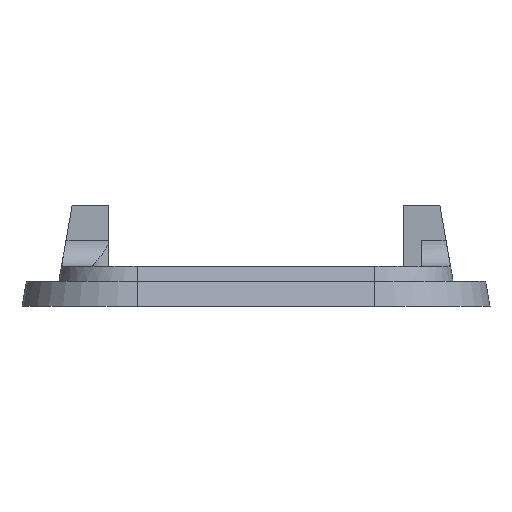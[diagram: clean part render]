
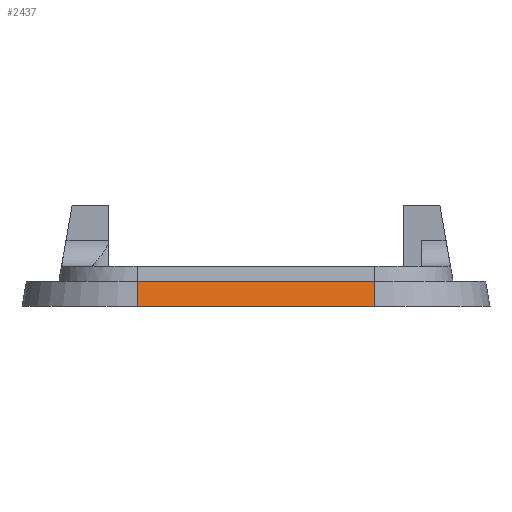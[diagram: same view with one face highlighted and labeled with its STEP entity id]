
A CAD part, left-side view. The second image highlights one B-rep face of the part: STEP entity #2437.
In plain terms, the highlighted face is planar.
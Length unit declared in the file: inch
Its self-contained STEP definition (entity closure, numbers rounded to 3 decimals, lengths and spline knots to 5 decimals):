
#69 = PLANE ( 'NONE',  #1544 ) ;
#105 = LINE ( 'NONE', #4762, #1613 ) ;
#234 = EDGE_CURVE ( 'NONE', #1333, #2874, #105, .T. ) ;
#278 = CARTESIAN_POINT ( 'NONE',  ( 1.51823, 0., -0.475 ) ) ;
#419 = CARTESIAN_POINT ( 'NONE',  ( 1.51823, 0., -0.475 ) ) ;
#729 = VERTEX_POINT ( 'NONE', #5607 ) ;
#754 = VERTEX_POINT ( 'NONE', #3253 ) ;
#878 = EDGE_CURVE ( 'NONE', #2874, #754, #2556, .T. ) ;
#1087 = ORIENTED_EDGE ( 'NONE', *, *, #4450, .F. ) ;
#1192 = ORIENTED_EDGE ( 'NONE', *, *, #234, .T. ) ;
#1333 = VERTEX_POINT ( 'NONE', #1826 ) ;
#1474 = CARTESIAN_POINT ( 'NONE',  ( 1.53587, 0.1, -0.475 ) ) ;
#1544 = AXIS2_PLACEMENT_3D ( 'NONE', #1936, #3686, #5095 ) ;
#1613 = VECTOR ( 'NONE', #1973, 39.37008 ) ;
#1624 = ORIENTED_EDGE ( 'NONE', *, *, #878, .T. ) ;
#1752 = VECTOR ( 'NONE', #2669, 39.37008 ) ;
#1826 = CARTESIAN_POINT ( 'NONE',  ( 1.53587, 0.1, 0.475 ) ) ;
#1936 = CARTESIAN_POINT ( 'NONE',  ( 1.51823, 0., -0.475 ) ) ;
#1973 = DIRECTION ( 'NONE',  ( -0.174, -0.985, 0. ) ) ;
#2437 = ADVANCED_FACE ( 'NONE', ( #5179 ), #69, .T. ) ;
#2556 = LINE ( 'NONE', #278, #4589 ) ;
#2561 = EDGE_LOOP ( 'NONE', ( #1624, #5501, #1087, #1192 ) ) ;
#2669 = DIRECTION ( 'NONE',  ( -0.174, -0.985, 0. ) ) ;
#2874 = VERTEX_POINT ( 'NONE', #4447 ) ;
#3253 = CARTESIAN_POINT ( 'NONE',  ( 1.51823, 0., -0.475 ) ) ;
#3686 = DIRECTION ( 'NONE',  ( 0.985, -0.174, 0. ) ) ;
#4193 = DIRECTION ( 'NONE',  ( 0., 0., -1. ) ) ;
#4362 = DIRECTION ( 'NONE',  ( 0., 0., -1. ) ) ;
#4447 = CARTESIAN_POINT ( 'NONE',  ( 1.51823, 0., 0.475 ) ) ;
#4450 = EDGE_CURVE ( 'NONE', #1333, #729, #4582, .T. ) ;
#4532 = VECTOR ( 'NONE', #4193, 39.37008 ) ;
#4582 = LINE ( 'NONE', #1474, #4532 ) ;
#4589 = VECTOR ( 'NONE', #4362, 39.37008 ) ;
#4762 = CARTESIAN_POINT ( 'NONE',  ( 1.51823, 0., 0.475 ) ) ;
#4966 = EDGE_CURVE ( 'NONE', #729, #754, #5893, .T. ) ;
#5095 = DIRECTION ( 'NONE',  ( 0.174, 0.985, 0. ) ) ;
#5179 = FACE_OUTER_BOUND ( 'NONE', #2561, .T. ) ;
#5501 = ORIENTED_EDGE ( 'NONE', *, *, #4966, .F. ) ;
#5607 = CARTESIAN_POINT ( 'NONE',  ( 1.53587, 0.1, -0.475 ) ) ;
#5893 = LINE ( 'NONE', #419, #1752 ) ;
